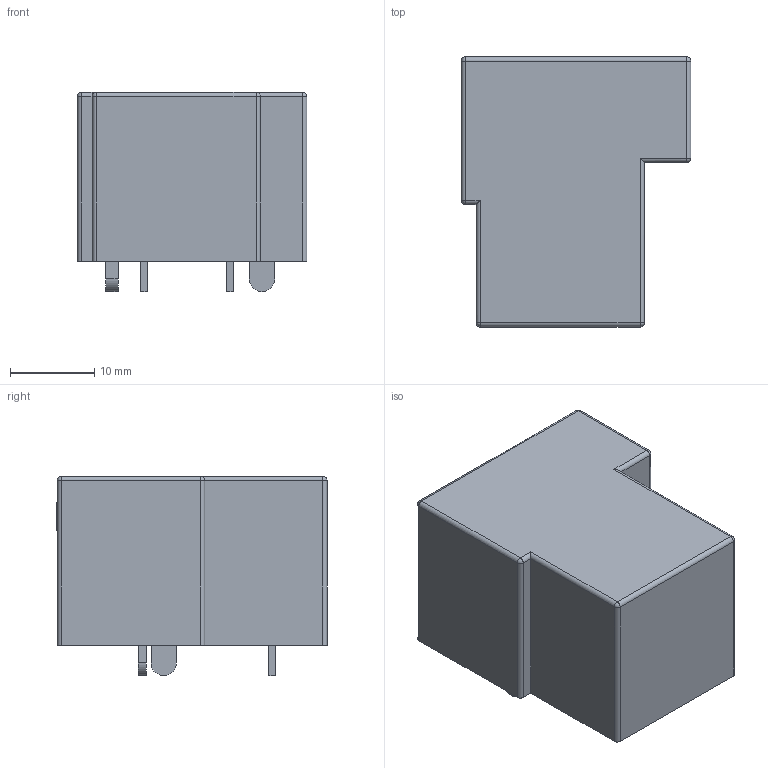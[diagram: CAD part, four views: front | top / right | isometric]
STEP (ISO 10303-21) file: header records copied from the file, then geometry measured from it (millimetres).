
FILE_DESCRIPTION (( 'STEP AP214' ), '1' );
FILE_NAME ('RELAY-TH_NB90-XXS-S-A_NB90-12S-S-A.step', '2022-07-09T13:47:25', ( '' ), ( '' ), 'SwSTEP 2.0', 'SolidWorks 2020', '' );
FILE_SCHEMA (( 'AUTOMOTIVE_DESIGN' ));
Length unit declared in the file: millimetre
Products named in the file (1): RELAY-TH_NB90-XXS-S-A_NB90-12S-S-A
Bounding box: 27.2 x 32.01 x 23.6 mm (x, y, z)
Volume: 14772.1 mm3; surface area: 3890.5 mm2
Topology: 10 solids, 10 shells, 341 faces, 892 edges, 584 vertices
Faces by surface type: plane 206, bspline 112, cylinder 17, sphere 6
Entity records: 14681 total; most frequent: CARTESIAN_POINT 3922, ORIENTED_EDGE 1772, DIRECTION 1146, EDGE_CURVE 886, LINE 626, VECTOR 626, VERTEX_POINT 584, EDGE_LOOP 364
